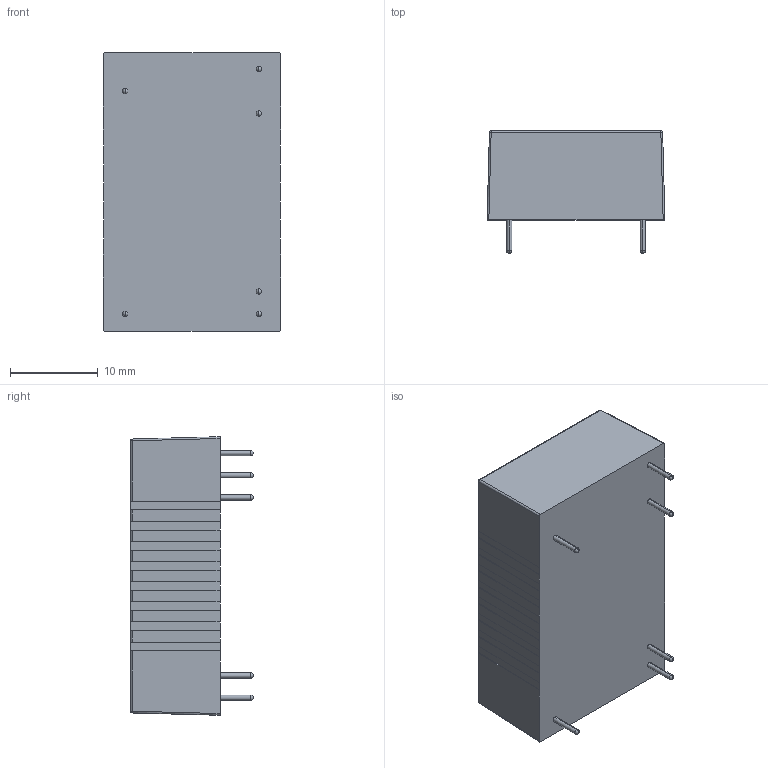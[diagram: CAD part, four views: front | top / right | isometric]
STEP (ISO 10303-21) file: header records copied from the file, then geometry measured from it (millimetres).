
FILE_DESCRIPTION (( 'STEP AP214' ), '1' );
FILE_NAME ('PXC-M03-24WD05-A.STEP', '2021-08-23T09:32:41', ( '' ), ( '' ), 'SwSTEP 2.0', 'SolidWorks 2017', '' );
FILE_SCHEMA (( 'AUTOMOTIVE_DESIGN' ));
Length unit declared in the file: millimetre
Products named in the file (1): PXC-M03-24WD05-A
Bounding box: 20.3 x 14 x 31.8 mm (x, y, z)
Volume: 6432.4 mm3; surface area: 2379.2 mm2
Topology: 7 solids, 7 shells, 115 faces, 306 edges, 194 vertices
Faces by surface type: plane 77, cylinder 22, sphere 12, bspline 4
Entity records: 3508 total; most frequent: CARTESIAN_POINT 652, DIRECTION 586, ORIENTED_EDGE 564, EDGE_CURVE 282, AXIS2_PLACEMENT_3D 196, VECTOR 194, LINE 194, VERTEX_POINT 182
